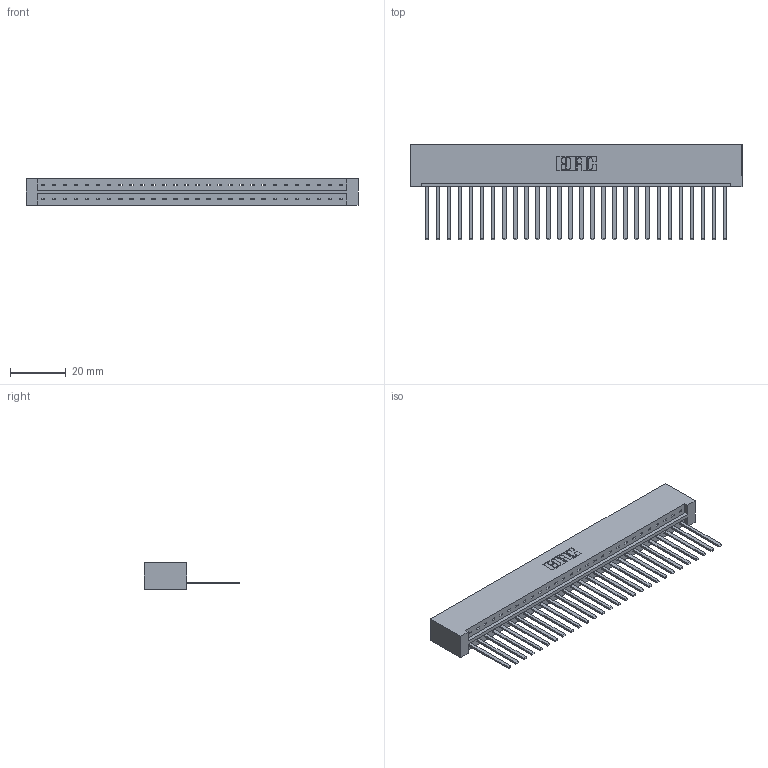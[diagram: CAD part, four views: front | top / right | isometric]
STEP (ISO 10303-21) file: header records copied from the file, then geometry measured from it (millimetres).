
FILE_DESCRIPTION (( 'STEP AP203' ), '1' );
FILE_NAME ('333-028-544-101.STEP', '2018-08-02T15:27:30', ( '' ), ( '' ), 'SwSTEP 2.0', 'SolidWorks 2016', '' );
FILE_SCHEMA (( 'CONFIG_CONTROL_DESIGN' ));
Length unit declared in the file: inch
Products named in the file (3): 333 Part_Lugless; 345-292-001_345-293-144; 333-028-544-101
Assembly tree (29 placements, depth 2):
  333-028-544-101
    333 Part_Lugless
    345-292-001_345-293-144  x28
Bounding box: 119.2 x 34.3 x 9.4 mm (x, y, z)
Volume: 12811.7 mm3; surface area: 14781.4 mm2
Topology: 29 solids, 29 shells, 1562 faces, 4711 edges, 3102 vertices
Faces by surface type: plane 1130, cylinder 432
Entity records: 18467 total; most frequent: CARTESIAN_POINT 3194, ORIENTED_EDGE 3158, DIRECTION 2711, EDGE_CURVE 1579, LINE 1463, VECTOR 1463, VERTEX_POINT 1050, AXIS2_PLACEMENT_3D 624
